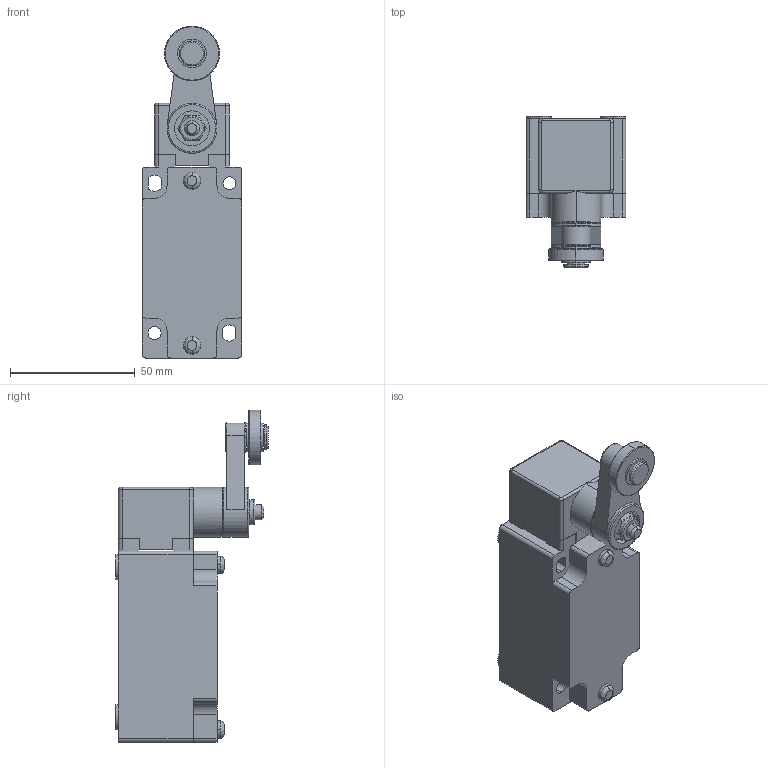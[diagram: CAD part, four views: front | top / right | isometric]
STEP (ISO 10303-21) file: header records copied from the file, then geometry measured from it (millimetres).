
FILE_DESCRIPTION (( 'STEP AP214' ), '1' );
FILE_NAME ('ABM1E42Z11.step', '2017-12-19T21:01:09', ( '' ), ( '' ), 'SwSTEP 2.0', 'SolidWorks 2017', '' );
FILE_SCHEMA (( 'AUTOMOTIVE_DESIGN' ));
Length unit declared in the file: inch
Products named in the file (1): ABM1E42Z11
Bounding box: 40 x 60.95 x 133 mm (x, y, z)
Volume: 143921.8 mm3; surface area: 28616.5 mm2
Topology: 3 solids, 3 shells, 223 faces, 563 edges, 361 vertices
Faces by surface type: cylinder 92, plane 90, cone 23, bspline 14, torus 4
Entity records: 8596 total; most frequent: CARTESIAN_POINT 1492, DIRECTION 1188, ORIENTED_EDGE 1126, EDGE_CURVE 563, AXIS2_PLACEMENT_3D 455, VERTEX_POINT 361, LINE 278, VECTOR 278
